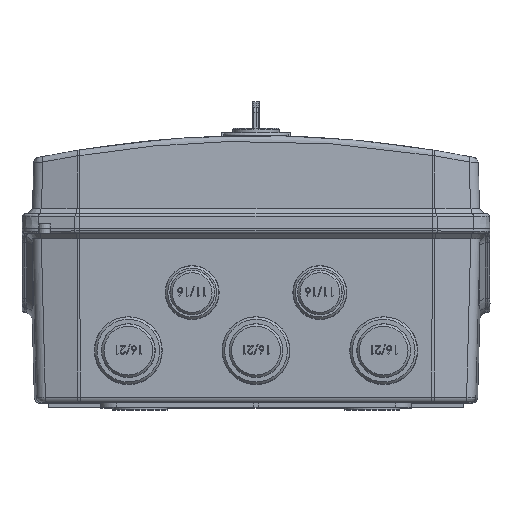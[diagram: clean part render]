
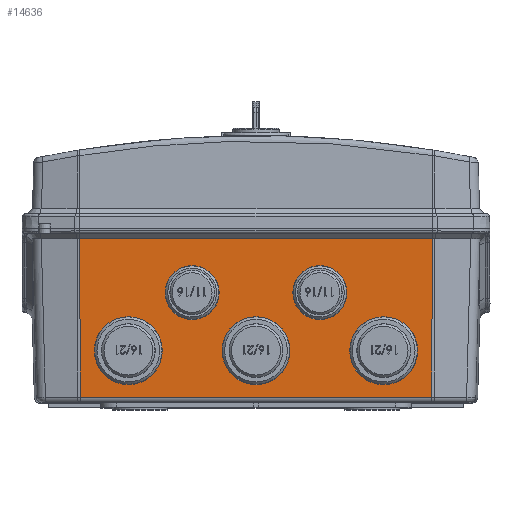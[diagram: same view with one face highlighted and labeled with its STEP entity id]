
A CAD part, top view. The second image highlights one B-rep face of the part: STEP entity #14636.
In plain terms, the highlighted planar face has unit normal (0, -0.026, 1).
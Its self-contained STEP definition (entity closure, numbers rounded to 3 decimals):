
#27 = EDGE_CURVE ( 'NONE', #47535, #116066, #108274, .T. ) ;
#210 = DIRECTION ( 'NONE',  ( 0., -1., -0.026 ) ) ;
#1703 = CARTESIAN_POINT ( 'NONE',  ( 0., 70.7, 95.887 ) ) ;
#6818 = VECTOR ( 'NONE', #30539, 1000. ) ;
#8016 = EDGE_LOOP ( 'NONE', ( #48705 ) ) ;
#11295 = VECTOR ( 'NONE', #21692, 1000. ) ;
#14636 = ADVANCED_FACE ( 'NONE', ( #23813, #120653, #111023, #43088, #119368, #61058 ), #40553, .T. ) ;
#15049 = EDGE_CURVE ( 'NONE', #73992, #73992, #66501, .T. ) ;
#16616 = DIRECTION ( 'NONE',  ( 0., -0.026, 1. ) ) ;
#20661 = LINE ( 'NONE', #28397, #31817 ) ;
#21460 = DIRECTION ( 'NONE',  ( 0., -1., -0.026 ) ) ;
#21692 = DIRECTION ( 'NONE',  ( 1., 0., 0. ) ) ;
#23813 = FACE_BOUND ( 'NONE', #8016, .T. ) ;
#25200 = LINE ( 'NONE', #25853, #93657 ) ;
#25573 = VERTEX_POINT ( 'NONE', #91687 ) ;
#25853 = CARTESIAN_POINT ( 'NONE',  ( -75.93, 74.774, 95.994 ) ) ;
#26995 = CARTESIAN_POINT ( 'NONE',  ( 55., 7.81, 94.241 ) ) ;
#27708 = VERTEX_POINT ( 'NONE', #28246 ) ;
#28246 = CARTESIAN_POINT ( 'NONE',  ( 75.918, 70.7, 95.887 ) ) ;
#28397 = CARTESIAN_POINT ( 'NONE',  ( 75.931, 75.002, 96. ) ) ;
#30539 = DIRECTION ( 'NONE',  ( 1., 0., 0. ) ) ;
#31817 = VECTOR ( 'NONE', #87385, 1000. ) ;
#35302 = EDGE_CURVE ( 'NONE', #80596, #47535, #25200, .T. ) ;
#36770 = AXIS2_PLACEMENT_3D ( 'NONE', #62485, #41973, #21460 ) ;
#40553 = PLANE ( 'NONE',  #43882 ) ;
#40938 = CARTESIAN_POINT ( 'NONE',  ( -75.714, 2.435, 94.1 ) ) ;
#41409 = LINE ( 'NONE', #1703, #6818 ) ;
#41973 = DIRECTION ( 'NONE',  ( 0., -0.026, 1. ) ) ;
#43088 = FACE_BOUND ( 'NONE', #43519, .T. ) ;
#43519 = EDGE_LOOP ( 'NONE', ( #122531 ) ) ;
#43838 = DIRECTION ( 'NONE',  ( 0.003, -1., -0.026 ) ) ;
#43882 = AXIS2_PLACEMENT_3D ( 'NONE', #89901, #90515, #70674 ) ;
#44104 = AXIS2_PLACEMENT_3D ( 'NONE', #55776, #107001, #87795 ) ;
#44867 = DIRECTION ( 'NONE',  ( 0., -1., -0.026 ) ) ;
#47535 = VERTEX_POINT ( 'NONE', #40938 ) ;
#47851 = EDGE_CURVE ( 'NONE', #80596, #27708, #41409, .T. ) ;
#48705 = ORIENTED_EDGE ( 'NONE', *, *, #123500, .F. ) ;
#49562 = CARTESIAN_POINT ( 'NONE',  ( 55., 22.428, 94.623 ) ) ;
#51508 = CARTESIAN_POINT ( 'NONE',  ( -75.918, 70.7, 95.887 ) ) ;
#54019 = ORIENTED_EDGE ( 'NONE', *, *, #27, .T. ) ;
#55111 = CARTESIAN_POINT ( 'NONE',  ( -27.5, 35.801, 94.974 ) ) ;
#55776 = CARTESIAN_POINT ( 'NONE',  ( 0., 22.428, 94.623 ) ) ;
#57721 = EDGE_LOOP ( 'NONE', ( #98376 ) ) ;
#61058 = FACE_OUTER_BOUND ( 'NONE', #86715, .T. ) ;
#61211 = ORIENTED_EDGE ( 'NONE', *, *, #35302, .T. ) ;
#62485 = CARTESIAN_POINT ( 'NONE',  ( 27.5, 47.419, 95.278 ) ) ;
#64731 = CARTESIAN_POINT ( 'NONE',  ( -27.5, 47.419, 95.278 ) ) ;
#66501 = CIRCLE ( 'NONE', #111514, 14.622 ) ;
#67837 = ORIENTED_EDGE ( 'NONE', *, *, #47851, .F. ) ;
#68152 = DIRECTION ( 'NONE',  ( 0., -0.026, 1. ) ) ;
#70674 = DIRECTION ( 'NONE',  ( 0., -1., -0.026 ) ) ;
#72654 = EDGE_CURVE ( 'NONE', #116066, #27708, #20661, .T. ) ;
#73500 = EDGE_CURVE ( 'NONE', #114225, #114225, #79039, .T. ) ;
#73992 = VERTEX_POINT ( 'NONE', #121438 ) ;
#74756 = AXIS2_PLACEMENT_3D ( 'NONE', #64731, #16616, #44867 ) ;
#79039 = CIRCLE ( 'NONE', #124068, 14.622 ) ;
#80596 = VERTEX_POINT ( 'NONE', #51508 ) ;
#81413 = CARTESIAN_POINT ( 'NONE',  ( -55., 22.428, 94.623 ) ) ;
#86715 = EDGE_LOOP ( 'NONE', ( #67837, #61211, #54019, #105046 ) ) ;
#87385 = DIRECTION ( 'NONE',  ( 0.003, 1., 0.026 ) ) ;
#87795 = DIRECTION ( 'NONE',  ( 0., -1., -0.026 ) ) ;
#89901 = CARTESIAN_POINT ( 'NONE',  ( 0., 75., 96. ) ) ;
#90515 = DIRECTION ( 'NONE',  ( 0., -0.026, 1. ) ) ;
#91650 = DIRECTION ( 'NONE',  ( 0., -1., -0.026 ) ) ;
#91687 = CARTESIAN_POINT ( 'NONE',  ( 27.5, 35.801, 94.974 ) ) ;
#93657 = VECTOR ( 'NONE', #43838, 1000. ) ;
#96086 = CIRCLE ( 'NONE', #36770, 11.622 ) ;
#98376 = ORIENTED_EDGE ( 'NONE', *, *, #73500, .F. ) ;
#99298 = CIRCLE ( 'NONE', #74756, 11.622 ) ;
#105046 = ORIENTED_EDGE ( 'NONE', *, *, #72654, .T. ) ;
#105407 = ORIENTED_EDGE ( 'NONE', *, *, #124433, .F. ) ;
#106356 = CARTESIAN_POINT ( 'NONE',  ( 0., 7.81, 94.241 ) ) ;
#107001 = DIRECTION ( 'NONE',  ( 0., -0.026, 1. ) ) ;
#108274 = LINE ( 'NONE', #118525, #11295 ) ;
#108560 = CARTESIAN_POINT ( 'NONE',  ( 75.714, 2.435, 94.1 ) ) ;
#109463 = EDGE_CURVE ( 'NONE', #25573, #25573, #96086, .T. ) ;
#109639 = CIRCLE ( 'NONE', #44104, 14.622 ) ;
#110256 = DIRECTION ( 'NONE',  ( 0., -0.026, 1. ) ) ;
#111023 = FACE_BOUND ( 'NONE', #57721, .T. ) ;
#111514 = AXIS2_PLACEMENT_3D ( 'NONE', #81413, #110256, #91650 ) ;
#114067 = VERTEX_POINT ( 'NONE', #106356 ) ;
#114225 = VERTEX_POINT ( 'NONE', #26995 ) ;
#115416 = EDGE_LOOP ( 'NONE', ( #105407 ) ) ;
#116066 = VERTEX_POINT ( 'NONE', #108560 ) ;
#116274 = EDGE_LOOP ( 'NONE', ( #120336 ) ) ;
#118525 = CARTESIAN_POINT ( 'NONE',  ( 76.276, 2.435, 94.1 ) ) ;
#119368 = FACE_BOUND ( 'NONE', #115416, .T. ) ;
#120336 = ORIENTED_EDGE ( 'NONE', *, *, #109463, .F. ) ;
#120653 = FACE_BOUND ( 'NONE', #116274, .T. ) ;
#121438 = CARTESIAN_POINT ( 'NONE',  ( -55., 7.81, 94.241 ) ) ;
#122419 = VERTEX_POINT ( 'NONE', #55111 ) ;
#122531 = ORIENTED_EDGE ( 'NONE', *, *, #15049, .F. ) ;
#123500 = EDGE_CURVE ( 'NONE', #122419, #122419, #99298, .T. ) ;
#124068 = AXIS2_PLACEMENT_3D ( 'NONE', #49562, #68152, #210 ) ;
#124433 = EDGE_CURVE ( 'NONE', #114067, #114067, #109639, .T. ) ;
